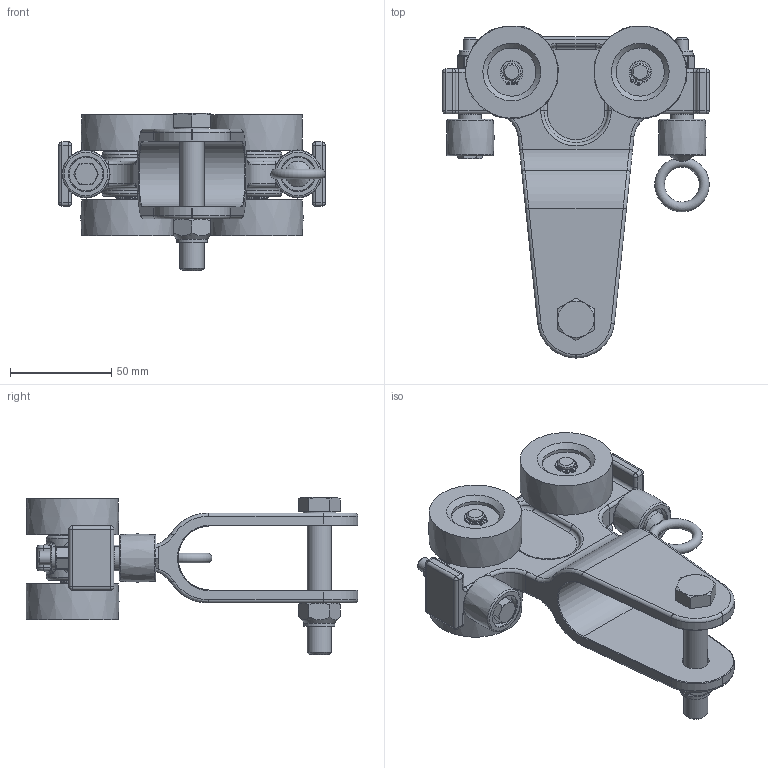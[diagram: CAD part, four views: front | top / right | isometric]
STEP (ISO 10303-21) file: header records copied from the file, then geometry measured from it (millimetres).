
FILE_DESCRIPTION((''),'2;1');
FILE_NAME('20140 ETA-4-5 SADDLE LOAD TROLLEY.stp','2011-03-30T08:56:32',('jholman'),(''),'Autodesk Inventor 2011','Autodesk Inventor 2011','');
FILE_SCHEMA(('AUTOMOTIVE_DESIGN { 1 0 10303 214 1 1 1 1 }'));
Length unit declared in the file: inch
Products named in the file (18): 20140; 3D1145B4C; 3D11F6B4A; 3D11D6B4A; 3D1185B4B; Prevailing Torque Type Hex Nut - Steel Metric Property Class 5 and 10 - Metric M12 x 1.75 Metal Type; 3D11N9B4B; 3D11N7B4C; 3D11V6B4B; Hex Cap Screw - Metric M12 x 70; 3D11SWF4A; 3D11QWF4A; 3D11RWF4A; 3D11TWF4A; 3D11UWF4A; 3D1130G4B; 3D11Q9B4A; M7x1.0 x 55mm EYEBOLT
Assembly tree (28 placements, depth 3):
  20140
    3D1145B4C
    3D11F6B4A  x2
    3D11D6B4A  x4
    3D1185B4B  x2
    Prevailing Torque Type Hex Nut - Steel Metric Property Class 5 and 10 - Metric M12 x 1.75 Metal Type
    3D11N9B4B  x4
      3D11N7B4C
      3D11V6B4B
    Hex Cap Screw - Metric M12 x 70
    3D11SWF4A  x2
      3D11QWF4A
      3D11RWF4A
      3D11TWF4A
      3D11UWF4A
    3D1130G4B
    3D11Q9B4A  x2
    M7x1.0 x 55mm EYEBOLT
Bounding box: 131.76 x 164.08 x 77.76 mm (x, y, z)
Volume: 271918.7 mm3; surface area: 101524.6 mm2
Topology: 33 solids, 33 shells, 833 faces, 1878 edges, 1101 vertices
Faces by surface type: cylinder 291, plane 217, bspline 138, torus 108, cone 63, sphere 16
Full cylindrical faces by diameter (mm): 1.041 x8, 1.194 x4, 6.35 x5, 6.909 x1, 7 x4, 7.099 x2, 7.137 x2, 9.525 x4, 10.106 x1, 10.249 x1, 11.176 x2, 12 x3, 12.7 x3, 13.494 x2, 15.011 x2, 15.3 x1, 16.6 x1, 16.866 x4, 16.993 x4, 17 x4, 23.813 x8, 25.4 x2, 28.6 x8
Entity records: 16700 total; most frequent: CARTESIAN_POINT 4977, DIRECTION 2488, ORIENTED_EDGE 2132, AXIS2_PLACEMENT_3D 1075, EDGE_CURVE 1066, VERTEX_POINT 666, EDGE_LOOP 652, CIRCLE 566
